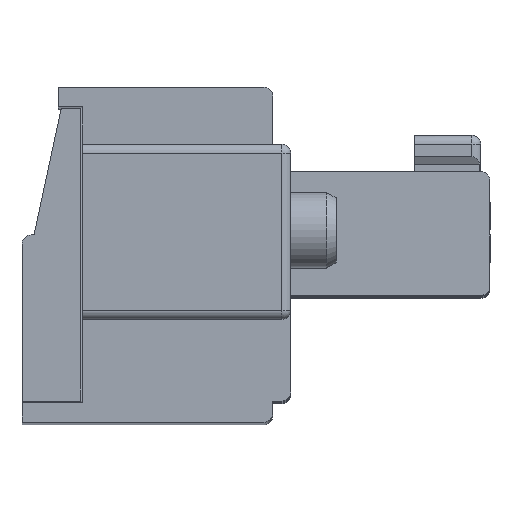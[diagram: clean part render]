
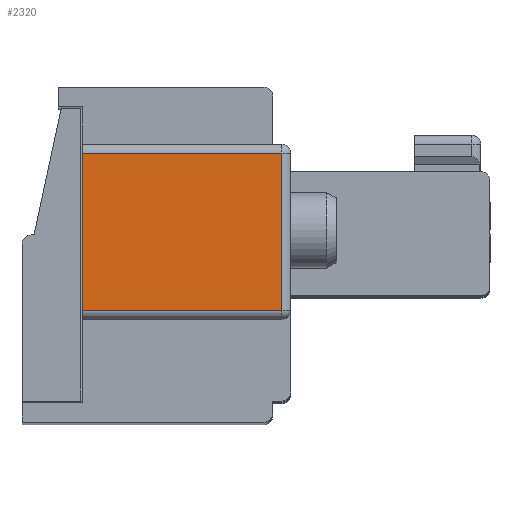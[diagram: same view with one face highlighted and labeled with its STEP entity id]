
A CAD part, top view. The second image highlights one B-rep face of the part: STEP entity #2320.
In plain terms, the highlighted planar face has unit normal (0, 0, 1).
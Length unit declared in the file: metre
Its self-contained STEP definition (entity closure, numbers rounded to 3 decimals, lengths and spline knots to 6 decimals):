
#2320=ADVANCED_FACE('',(#5248),#5249,.T.);
#5248=FACE_OUTER_BOUND('',#8759,.T.);
#5249=PLANE('',#8760);
#8759=EDGE_LOOP('',(#15858,#15859,#15860,#15861));
#8760=AXIS2_PLACEMENT_3D('',#15862,#15863,#15864);
#15858=ORIENTED_EDGE('',*,*,#22353,.T.);
#15859=ORIENTED_EDGE('',*,*,#22928,.T.);
#15860=ORIENTED_EDGE('',*,*,#22917,.T.);
#15861=ORIENTED_EDGE('',*,*,#22926,.T.);
#15862=CARTESIAN_POINT('',(0.007073,0.00941,0.050518));
#15863=DIRECTION('',(0.,0.,1.0));
#15864=DIRECTION('',(-1.0,0.,0.));
#22353=EDGE_CURVE('',#27423,#27421,#27424,.T.);
#22917=EDGE_CURVE('',#28236,#28234,#28237,.T.);
#22926=EDGE_CURVE('',#28234,#27423,#28247,.T.);
#22928=EDGE_CURVE('',#27421,#28236,#28249,.T.);
#27421=VERTEX_POINT('',#34795);
#27423=VERTEX_POINT('',#34797);
#27424=LINE('',#34798,#34799);
#28234=VERTEX_POINT('',#36051);
#28236=VERTEX_POINT('',#36053);
#28237=LINE('',#36054,#36055);
#28247=LINE('',#36065,#36066);
#28249=LINE('',#36068,#36069);
#34795=CARTESIAN_POINT('',(0.000473,0.00421,0.050518));
#34797=CARTESIAN_POINT('',(0.000473,0.00941,0.050518));
#34798=CARTESIAN_POINT('',(0.000473,0.00391,0.050518));
#34799=VECTOR('',#40765,1.0);
#36051=CARTESIAN_POINT('',(0.007073,0.00941,0.050518));
#36053=CARTESIAN_POINT('',(0.007073,0.00421,0.050518));
#36054=CARTESIAN_POINT('',(0.007073,0.00941,0.050518));
#36055=VECTOR('',#41326,1.0);
#36065=CARTESIAN_POINT('',(0.007073,0.00941,0.050518));
#36066=VECTOR('',#41339,1.0);
#36068=CARTESIAN_POINT('',(0.007073,0.00421,0.050518));
#36069=VECTOR('',#41340,1.0);
#40765=DIRECTION('',(0.,-1.0,0.));
#41326=DIRECTION('',(0.,1.0,0.));
#41339=DIRECTION('',(-1.0,0.,0.));
#41340=DIRECTION('',(1.0,0.,0.));
